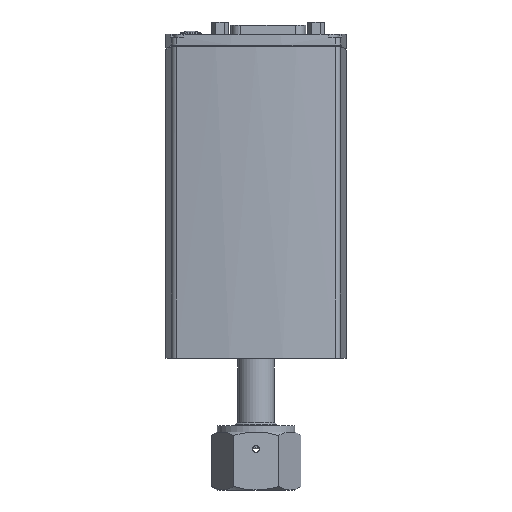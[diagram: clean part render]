
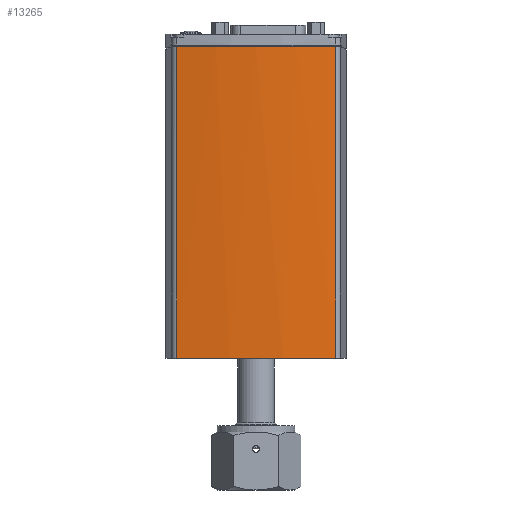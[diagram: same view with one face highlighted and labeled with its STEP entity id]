
A CAD part, left-side view. The second image highlights one B-rep face of the part: STEP entity #13265.
In plain terms, the highlighted cylindrical face has radius 170 mm (diameter 340 mm), a partial arc.
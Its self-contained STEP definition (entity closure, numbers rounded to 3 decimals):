
#280=B_SPLINE_CURVE_WITH_KNOTS('',3,(#24031,#24032,#24033,#24034,#24035,
#24036),.UNSPECIFIED.,.F.,.F.,(4,2,4),(3.561,5.341,
6.145),.UNSPECIFIED.);
#281=B_SPLINE_CURVE_WITH_KNOTS('',3,(#24038,#24039,#24040,#24041,#24042,
#24043),.UNSPECIFIED.,.F.,.F.,(4,2,4),(0.977,1.78,
3.561),.UNSPECIFIED.);
#1377=LINE('',#24136,#2412);
#1380=LINE('',#24143,#2415);
#2412=VECTOR('',#17622,10.);
#2415=VECTOR('',#17633,10.);
#2728=CYLINDRICAL_SURFACE('',#14424,170.);
#3344=FACE_OUTER_BOUND('',#4116,.T.);
#4116=EDGE_LOOP('',(#11060,#11061,#11062,#11063,#11064));
#4709=CIRCLE('',#14392,170.);
#5871=VERTEX_POINT('',#23984);
#5872=VERTEX_POINT('',#23985);
#5886=VERTEX_POINT('',#24029);
#5887=VERTEX_POINT('',#24030);
#5888=VERTEX_POINT('',#24037);
#7617=EDGE_CURVE('',#5871,#5872,#4709,.T.);
#7640=EDGE_CURVE('',#5886,#5887,#280,.T.);
#7641=EDGE_CURVE('',#5888,#5886,#281,.T.);
#7654=EDGE_CURVE('',#5871,#5888,#1377,.T.);
#7657=EDGE_CURVE('',#5872,#5887,#1380,.T.);
#11060=ORIENTED_EDGE('',*,*,#7640,.T.);
#11061=ORIENTED_EDGE('',*,*,#7657,.F.);
#11062=ORIENTED_EDGE('',*,*,#7617,.F.);
#11063=ORIENTED_EDGE('',*,*,#7654,.T.);
#11064=ORIENTED_EDGE('',*,*,#7641,.T.);
#13265=ADVANCED_FACE('',(#3344),#2728,.T.);
#14392=AXIS2_PLACEMENT_3D('',#23986,#17555,#17556);
#14424=AXIS2_PLACEMENT_3D('',#24144,#17634,#17635);
#17555=DIRECTION('center_axis',(0.,0.,
-1.));
#17556=DIRECTION('ref_axis',(1.,0.,0.));
#17622=DIRECTION('',(0.,0.,1.));
#17633=DIRECTION('',(0.,0.,1.));
#17634=DIRECTION('center_axis',(0.,0.,
1.));
#17635=DIRECTION('ref_axis',(-1.,0.,0.));
#23984=CARTESIAN_POINT('',(-29.245,-27.596,9.));
#23985=CARTESIAN_POINT('',(-29.245,27.596,9.));
#23986=CARTESIAN_POINT('Origin',(138.5,0.,
9.));
#24029=CARTESIAN_POINT('',(-31.5,0.,117.2));
#24030=CARTESIAN_POINT('',(-29.245,27.596,117.186));
#24031=CARTESIAN_POINT('Ctrl Pts',(-31.5,0.,
117.2));
#24032=CARTESIAN_POINT('Ctrl Pts',(-31.5,5.934,117.2));
#24033=CARTESIAN_POINT('Ctrl Pts',(-31.169,12.447,117.201));
#24034=CARTESIAN_POINT('Ctrl Pts',(-30.117,21.836,117.195));
#24035=CARTESIAN_POINT('Ctrl Pts',(-29.714,24.748,117.192));
#24036=CARTESIAN_POINT('Ctrl Pts',(-29.245,27.596,117.186));
#24037=CARTESIAN_POINT('',(-29.245,-27.596,117.186));
#24038=CARTESIAN_POINT('Ctrl Pts',(-29.245,-27.596,117.186));
#24039=CARTESIAN_POINT('Ctrl Pts',(-29.714,-24.748,117.192));
#24040=CARTESIAN_POINT('Ctrl Pts',(-30.117,-21.836,
117.195));
#24041=CARTESIAN_POINT('Ctrl Pts',(-31.169,-12.447,
117.201));
#24042=CARTESIAN_POINT('Ctrl Pts',(-31.5,-5.934,
117.2));
#24043=CARTESIAN_POINT('Ctrl Pts',(-31.5,0.,
117.2));
#24136=CARTESIAN_POINT('',(-29.245,-27.596,9.));
#24143=CARTESIAN_POINT('',(-29.245,27.596,9.));
#24144=CARTESIAN_POINT('Origin',(138.5,0.,
9.));
